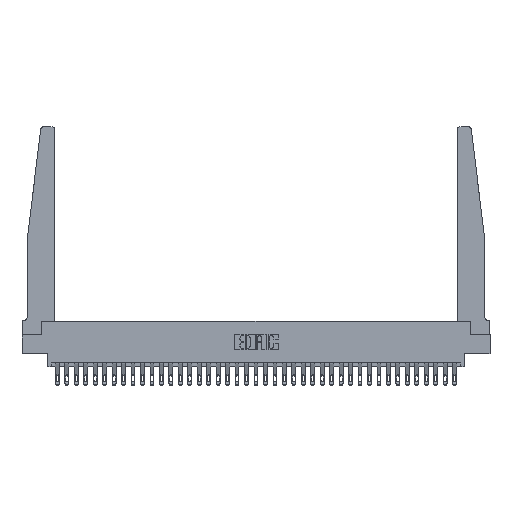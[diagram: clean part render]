
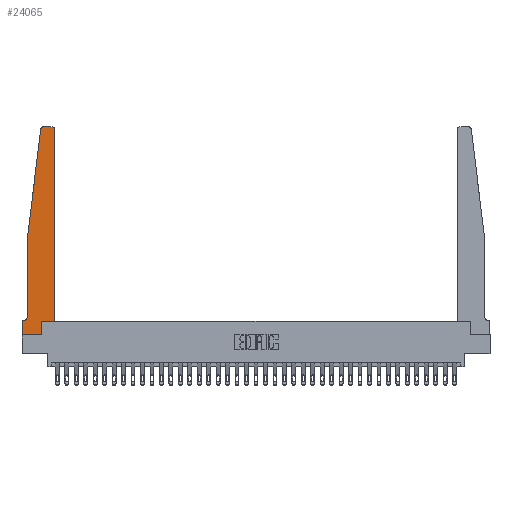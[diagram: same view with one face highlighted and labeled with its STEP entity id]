
A CAD part, top view. The second image highlights one B-rep face of the part: STEP entity #24065.
In plain terms, the highlighted planar face has unit normal (0, 0, 1).
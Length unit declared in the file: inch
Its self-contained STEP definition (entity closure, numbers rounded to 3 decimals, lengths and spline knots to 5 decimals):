
#60 = EDGE_CURVE ( 'NONE', #15878, #23232, #19127, .T. ) ;
#131 = CARTESIAN_POINT ( 'NONE',  ( 0.425, 0.18, 0.37 ) ) ;
#387 = ORIENTED_EDGE ( 'NONE', *, *, #30496, .T. ) ;
#1181 = VERTEX_POINT ( 'NONE', #21620 ) ;
#1267 = DIRECTION ( 'NONE',  ( -1., 0., 0. ) ) ;
#1721 = PLANE ( 'NONE',  #31881 ) ;
#1956 = CARTESIAN_POINT ( 'NONE',  ( 0.065, 1.25, 0.37 ) ) ;
#2031 = DIRECTION ( 'NONE',  ( 1., 0., 0. ) ) ;
#2121 = ORIENTED_EDGE ( 'NONE', *, *, #28647, .T. ) ;
#2173 = DIRECTION ( 'NONE',  ( 0., 0., 1. ) ) ;
#2916 = ORIENTED_EDGE ( 'NONE', *, *, #31661, .T. ) ;
#3607 = DIRECTION ( 'NONE',  ( -0.122, -0.992, 0. ) ) ;
#3676 = FACE_OUTER_BOUND ( 'NONE', #14586, .T. ) ;
#3838 = CIRCLE ( 'NONE', #10620, 0.03 ) ;
#3844 = EDGE_CURVE ( 'NONE', #23993, #29054, #32623, .T. ) ;
#4525 = CARTESIAN_POINT ( 'NONE',  ( 0.015, 0.1875, 0.37 ) ) ;
#6244 = VECTOR ( 'NONE', #6641, 39.37008 ) ;
#6558 = DIRECTION ( 'NONE',  ( 0., 0., -1. ) ) ;
#6641 = DIRECTION ( 'NONE',  ( 0., 1., 0. ) ) ;
#8773 = LINE ( 'NONE', #18986, #27580 ) ;
#9038 = VERTEX_POINT ( 'NONE', #19572 ) ;
#9306 = ORIENTED_EDGE ( 'NONE', *, *, #60, .T. ) ;
#9492 = DIRECTION ( 'NONE',  ( 0., 0., 1. ) ) ;
#10488 = ORIENTED_EDGE ( 'NONE', *, *, #20946, .T. ) ;
#10620 = AXIS2_PLACEMENT_3D ( 'NONE', #17587, #2173, #20150 ) ;
#11208 = DIRECTION ( 'NONE',  ( 1., 0., 0. ) ) ;
#11214 = AXIS2_PLACEMENT_3D ( 'NONE', #21921, #6558, #24472 ) ;
#11248 = CARTESIAN_POINT ( 'NONE',  ( 0.065, 1.25, 0.37 ) ) ;
#11359 = VERTEX_POINT ( 'NONE', #13816 ) ;
#11543 = VECTOR ( 'NONE', #16382, 39.37008 ) ;
#11801 = VERTEX_POINT ( 'NONE', #25553 ) ;
#12257 = VECTOR ( 'NONE', #13849, 39.37008 ) ;
#12327 = VECTOR ( 'NONE', #3607, 39.37008 ) ;
#12632 = CARTESIAN_POINT ( 'NONE',  ( 0., 0.1875, 0.37 ) ) ;
#13816 = CARTESIAN_POINT ( 'NONE',  ( 0.27653, 2.75, 0.37 ) ) ;
#13849 = DIRECTION ( 'NONE',  ( 1., 0., 0. ) ) ;
#13926 = ORIENTED_EDGE ( 'NONE', *, *, #15877, .T. ) ;
#14010 = CARTESIAN_POINT ( 'NONE',  ( 0.065, 1.25, 0.37 ) ) ;
#14100 = CARTESIAN_POINT ( 'NONE',  ( 0.065, 0.1875, 0.37 ) ) ;
#14586 = EDGE_LOOP ( 'NONE', ( #387, #30889, #9306, #2916, #28682, #13926, #31229, #21615, #10488, #17978, #2121, #21110 ) ) ;
#15877 = EDGE_CURVE ( 'NONE', #16736, #21609, #31253, .T. ) ;
#15878 = VERTEX_POINT ( 'NONE', #32000 ) ;
#16382 = DIRECTION ( 'NONE',  ( 0., -1., 0. ) ) ;
#16425 = CIRCLE ( 'NONE', #11214, 0.05 ) ;
#16436 = CARTESIAN_POINT ( 'NONE',  ( 0., 0., 0.37 ) ) ;
#16736 = VERTEX_POINT ( 'NONE', #4525 ) ;
#17147 = LINE ( 'NONE', #1956, #23151 ) ;
#17445 = DIRECTION ( 'NONE',  ( 0., 0., 1. ) ) ;
#17587 = CARTESIAN_POINT ( 'NONE',  ( 0.27653, 2.72, 0.37 ) ) ;
#17614 = CARTESIAN_POINT ( 'NONE',  ( 0.2605, 0.18, 0.37 ) ) ;
#17749 = VERTEX_POINT ( 'NONE', #19030 ) ;
#17978 = ORIENTED_EDGE ( 'NONE', *, *, #23154, .T. ) ;
#18278 = LINE ( 'NONE', #22006, #6244 ) ;
#18403 = EDGE_CURVE ( 'NONE', #11801, #16736, #16425, .T. ) ;
#18923 = CARTESIAN_POINT ( 'NONE',  ( 0., 0., 0.37 ) ) ;
#18986 = CARTESIAN_POINT ( 'NONE',  ( 0.25, 2.75, 0.37 ) ) ;
#19030 = CARTESIAN_POINT ( 'NONE',  ( 0.2605, 0.18, 0.37 ) ) ;
#19127 = LINE ( 'NONE', #11248, #12327 ) ;
#19455 = CIRCLE ( 'NONE', #23189, 0.03 ) ;
#19572 = CARTESIAN_POINT ( 'NONE',  ( 0.425, 2.72, 0.37 ) ) ;
#20150 = DIRECTION ( 'NONE',  ( 1., 0., 0. ) ) ;
#20946 = EDGE_CURVE ( 'NONE', #29054, #17749, #32201, .T. ) ;
#21110 = ORIENTED_EDGE ( 'NONE', *, *, #28099, .T. ) ;
#21609 = VERTEX_POINT ( 'NONE', #12632 ) ;
#21615 = ORIENTED_EDGE ( 'NONE', *, *, #3844, .T. ) ;
#21620 = CARTESIAN_POINT ( 'NONE',  ( 0.395, 2.75, 0.37 ) ) ;
#21802 = VECTOR ( 'NONE', #11208, 39.37008 ) ;
#21921 = CARTESIAN_POINT ( 'NONE',  ( 0.015, 0.2375, 0.37 ) ) ;
#22006 = CARTESIAN_POINT ( 'NONE',  ( 0.425, 0.18, 0.37 ) ) ;
#22516 = DIRECTION ( 'NONE',  ( 0., -1., 0. ) ) ;
#22772 = DIRECTION ( 'NONE',  ( 0., 1., 0. ) ) ;
#23151 = VECTOR ( 'NONE', #22516, 39.37008 ) ;
#23154 = EDGE_CURVE ( 'NONE', #17749, #26221, #29373, .T. ) ;
#23189 = AXIS2_PLACEMENT_3D ( 'NONE', #32717, #17445, #2031 ) ;
#23232 = VERTEX_POINT ( 'NONE', #14010 ) ;
#23447 = CARTESIAN_POINT ( 'NONE',  ( 0.2605, 0., 0.37 ) ) ;
#23983 = CARTESIAN_POINT ( 'NONE',  ( 0.425, 0.18, 0.37 ) ) ;
#23993 = VERTEX_POINT ( 'NONE', #24619 ) ;
#24065 = ADVANCED_FACE ( 'NONE', ( #3676 ), #1721, .T. ) ;
#24351 = LINE ( 'NONE', #18923, #11543 ) ;
#24472 = DIRECTION ( 'NONE',  ( -1., 0., 0. ) ) ;
#24619 = CARTESIAN_POINT ( 'NONE',  ( 0., 0., 0.37 ) ) ;
#24849 = CARTESIAN_POINT ( 'NONE',  ( 0., 0.1875, 0.37 ) ) ;
#25413 = VECTOR ( 'NONE', #22772, 39.37008 ) ;
#25553 = CARTESIAN_POINT ( 'NONE',  ( 0.065, 0.2375, 0.37 ) ) ;
#26221 = VERTEX_POINT ( 'NONE', #131 ) ;
#26696 = DIRECTION ( 'NONE',  ( -1., 0., 0. ) ) ;
#27376 = DIRECTION ( 'NONE',  ( 1., 0., 0. ) ) ;
#27580 = VECTOR ( 'NONE', #26696, 39.37008 ) ;
#28099 = EDGE_CURVE ( 'NONE', #9038, #1181, #19455, .T. ) ;
#28647 = EDGE_CURVE ( 'NONE', #26221, #9038, #18278, .T. ) ;
#28682 = ORIENTED_EDGE ( 'NONE', *, *, #18403, .T. ) ;
#29054 = VERTEX_POINT ( 'NONE', #23447 ) ;
#29373 = LINE ( 'NONE', #23983, #21802 ) ;
#30438 = VECTOR ( 'NONE', #1267, 39.37008 ) ;
#30496 = EDGE_CURVE ( 'NONE', #1181, #11359, #8773, .T. ) ;
#30889 = ORIENTED_EDGE ( 'NONE', *, *, #33097, .T. ) ;
#31229 = ORIENTED_EDGE ( 'NONE', *, *, #31390, .T. ) ;
#31253 = LINE ( 'NONE', #14100, #30438 ) ;
#31390 = EDGE_CURVE ( 'NONE', #21609, #23993, #24351, .T. ) ;
#31661 = EDGE_CURVE ( 'NONE', #23232, #11801, #17147, .T. ) ;
#31881 = AXIS2_PLACEMENT_3D ( 'NONE', #24849, #9492, #27376 ) ;
#32000 = CARTESIAN_POINT ( 'NONE',  ( 0.24675, 2.72367, 0.37 ) ) ;
#32201 = LINE ( 'NONE', #17614, #25413 ) ;
#32623 = LINE ( 'NONE', #16436, #12257 ) ;
#32717 = CARTESIAN_POINT ( 'NONE',  ( 0.395, 2.72, 0.37 ) ) ;
#33097 = EDGE_CURVE ( 'NONE', #11359, #15878, #3838, .T. ) ;
